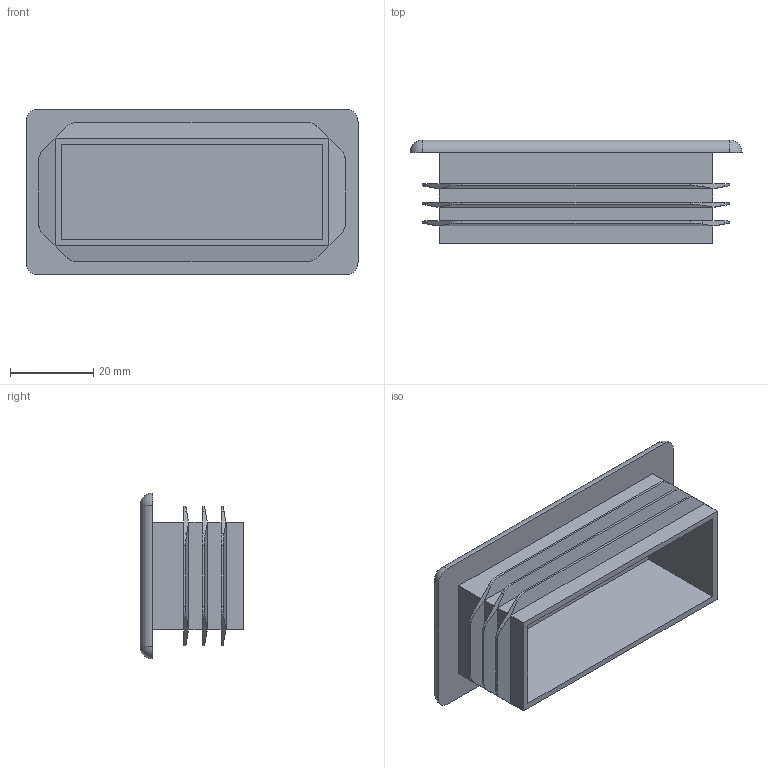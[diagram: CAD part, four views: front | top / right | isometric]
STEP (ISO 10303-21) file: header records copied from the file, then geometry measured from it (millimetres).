
FILE_DESCRIPTION (( 'STEP AP214' ), '1' );
FILE_NAME ('A979 Çàãëóøêà ïðÿìîóãîëüíàÿ 40õ80, ÷¸ðíàÿ.STEP', '2025-12-08T10:12:16', ( '' ), ( '' ), 'SwSTEP 2.0', 'SolidWorks 2025', '' );
FILE_SCHEMA (( 'AUTOMOTIVE_DESIGN' ));
Length unit declared in the file: millimetre
Products named in the file (1): A979 Заглушка прямоугольная 40х80, чёрная
Bounding box: 80 x 25 x 40 mm (x, y, z)
Volume: 16656.2 mm3; surface area: 18209.1 mm2
Topology: 1 solids, 1 shells, 104 faces, 264 edges, 160 vertices
Faces by surface type: plane 72, cylinder 28, sphere 4
Entity records: 4187 total; most frequent: CARTESIAN_POINT 597, ORIENTED_EDGE 520, DIRECTION 482, EDGE_CURVE 260, LINE 200, VECTOR 200, VERTEX_POINT 160, AXIS2_PLACEMENT_3D 141
